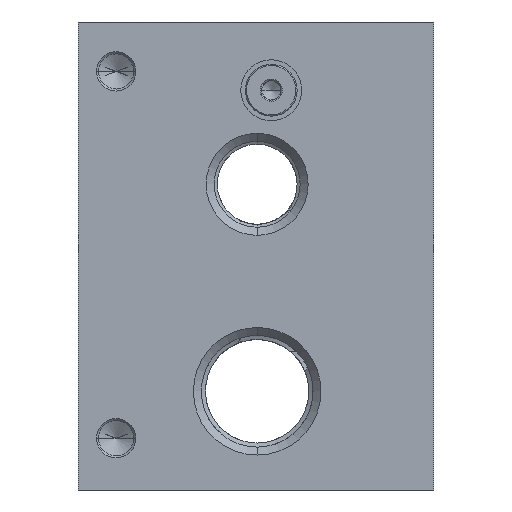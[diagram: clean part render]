
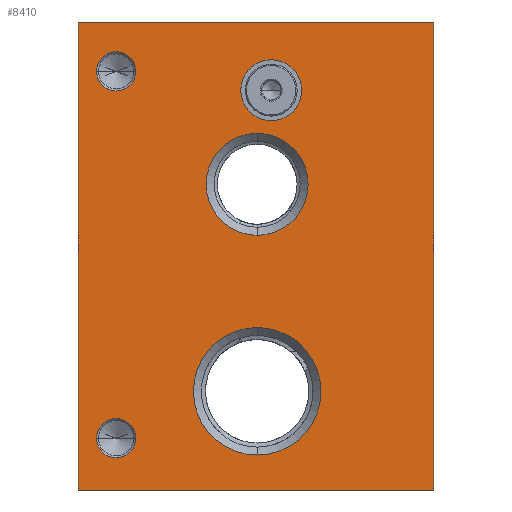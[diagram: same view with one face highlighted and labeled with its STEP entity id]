
A CAD part, front view. The second image highlights one B-rep face of the part: STEP entity #8410.
In plain terms, the highlighted planar face has unit normal (0, -1, 0).
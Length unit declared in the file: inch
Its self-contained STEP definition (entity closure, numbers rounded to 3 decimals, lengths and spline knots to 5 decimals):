
#5=DIRECTION('',(1.,0.,0.));
#6=VECTOR('',#5,4.719);
#7=CARTESIAN_POINT('',(0.,-15.75,0.));
#8=LINE('',#7,#6);
#85=DIRECTION('',(0.,0.,1.));
#86=VECTOR('',#85,6.219);
#87=CARTESIAN_POINT('',(4.719,-15.75,0.));
#88=LINE('',#87,#86);
#479=DIRECTION('',(0.,0.,1.));
#480=VECTOR('',#479,6.219);
#481=CARTESIAN_POINT('',(0.,-15.75,0.));
#482=LINE('',#481,#480);
#483=CARTESIAN_POINT('',(0.5,-15.75,0.688));
#484=DIRECTION('',(0.,1.,0.));
#485=DIRECTION('',(-1.,0.,0.));
#486=AXIS2_PLACEMENT_3D('',#483,#484,#485);
#488=CARTESIAN_POINT('',(0.5,-15.75,0.688));
#489=DIRECTION('',(0.,1.,0.));
#490=DIRECTION('',(1.,0.,0.));
#491=AXIS2_PLACEMENT_3D('',#488,#489,#490);
#493=CARTESIAN_POINT('',(0.5,-15.75,5.562));
#494=DIRECTION('',(0.,1.,0.));
#495=DIRECTION('',(-1.,0.,0.));
#496=AXIS2_PLACEMENT_3D('',#493,#494,#495);
#498=CARTESIAN_POINT('',(0.5,-15.75,5.562));
#499=DIRECTION('',(0.,1.,0.));
#500=DIRECTION('',(1.,0.,0.));
#501=AXIS2_PLACEMENT_3D('',#498,#499,#500);
#503=CARTESIAN_POINT('',(2.375,-15.75,1.312));
#504=DIRECTION('',(0.,1.,0.));
#505=DIRECTION('',(0.,0.,-1.));
#506=AXIS2_PLACEMENT_3D('',#503,#504,#505);
#508=CARTESIAN_POINT('',(2.375,-15.75,1.312));
#509=DIRECTION('',(0.,1.,0.));
#510=DIRECTION('',(0.,0.,1.));
#511=AXIS2_PLACEMENT_3D('',#508,#509,#510);
#513=CARTESIAN_POINT('',(2.375,-15.75,4.062));
#514=DIRECTION('',(0.,1.,0.));
#515=DIRECTION('',(0.,0.,-1.));
#516=AXIS2_PLACEMENT_3D('',#513,#514,#515);
#518=CARTESIAN_POINT('',(2.375,-15.75,4.062));
#519=DIRECTION('',(0.,1.,0.));
#520=DIRECTION('',(0.,0.,1.));
#521=AXIS2_PLACEMENT_3D('',#518,#519,#520);
#523=CARTESIAN_POINT('',(2.562,-15.75,5.312));
#524=DIRECTION('',(0.,1.,0.));
#525=DIRECTION('',(0.,0.,-1.));
#526=AXIS2_PLACEMENT_3D('',#523,#524,#525);
#528=CARTESIAN_POINT('',(2.562,-15.75,5.312));
#529=DIRECTION('',(0.,1.,0.));
#530=DIRECTION('',(0.,0.,1.));
#531=AXIS2_PLACEMENT_3D('',#528,#529,#530);
#545=DIRECTION('',(1.,0.,0.));
#546=VECTOR('',#545,4.719);
#547=CARTESIAN_POINT('',(0.,-15.75,6.219));
#548=LINE('',#547,#546);
#6820=CARTESIAN_POINT('',(0.,-15.75,0.));
#6822=VERTEX_POINT('',#6820);
#6823=CARTESIAN_POINT('',(4.719,-15.75,0.));
#6824=VERTEX_POINT('',#6823);
#6828=CARTESIAN_POINT('',(0.,-15.75,6.219));
#6830=VERTEX_POINT('',#6828);
#6831=CARTESIAN_POINT('',(4.719,-15.75,6.219));
#6832=VERTEX_POINT('',#6831);
#7659=CARTESIAN_POINT('',(0.239,-15.75,0.688));
#7661=VERTEX_POINT('',#7659);
#7663=CARTESIAN_POINT('',(0.761,-15.75,0.688));
#7665=VERTEX_POINT('',#7663);
#7673=CARTESIAN_POINT('',(0.239,-15.75,5.562));
#7675=VERTEX_POINT('',#7673);
#7677=CARTESIAN_POINT('',(0.761,-15.75,5.562));
#7679=VERTEX_POINT('',#7677);
#7689=CARTESIAN_POINT('',(2.375,-15.75,2.1595));
#7690=VERTEX_POINT('',#7689);
#7691=CARTESIAN_POINT('',(2.375,-15.75,0.4645));
#7692=VERTEX_POINT('',#7691);
#7736=CARTESIAN_POINT('',(2.375,-15.75,4.7395));
#7737=VERTEX_POINT('',#7736);
#7738=CARTESIAN_POINT('',(2.375,-15.75,3.3845));
#7739=VERTEX_POINT('',#7738);
#7795=CARTESIAN_POINT('',(2.562,-15.75,4.907));
#7796=CARTESIAN_POINT('',(2.562,-15.75,5.717));
#7797=VERTEX_POINT('',#7795);
#7798=VERTEX_POINT('',#7796);
#8368=CARTESIAN_POINT('',(0.,-15.75,0.));
#8369=DIRECTION('',(0.,-1.,0.));
#8370=DIRECTION('',(1.,0.,0.));
#8371=AXIS2_PLACEMENT_3D('',#8368,#8369,#8370);
#8372=PLANE('',#8371);
#8373=ORIENTED_EDGE('',*,*,#8046,.F.);
#8374=ORIENTED_EDGE('',*,*,#8071,.T.);
#8376=ORIENTED_EDGE('',*,*,#8375,.T.);
#8377=ORIENTED_EDGE('',*,*,#8126,.F.);
#8378=EDGE_LOOP('',(#8373,#8374,#8376,#8377));
#8379=FACE_OUTER_BOUND('',#8378,.F.);
#8381=ORIENTED_EDGE('',*,*,#8380,.F.);
#8383=ORIENTED_EDGE('',*,*,#8382,.F.);
#8384=EDGE_LOOP('',(#8381,#8383));
#8385=FACE_BOUND('',#8384,.F.);
#8387=ORIENTED_EDGE('',*,*,#8386,.F.);
#8389=ORIENTED_EDGE('',*,*,#8388,.F.);
#8390=EDGE_LOOP('',(#8387,#8389));
#8391=FACE_BOUND('',#8390,.F.);
#8393=ORIENTED_EDGE('',*,*,#8392,.F.);
#8395=ORIENTED_EDGE('',*,*,#8394,.F.);
#8396=EDGE_LOOP('',(#8393,#8395));
#8397=FACE_BOUND('',#8396,.F.);
#8399=ORIENTED_EDGE('',*,*,#8398,.F.);
#8401=ORIENTED_EDGE('',*,*,#8400,.F.);
#8402=EDGE_LOOP('',(#8399,#8401));
#8403=FACE_BOUND('',#8402,.F.);
#8405=ORIENTED_EDGE('',*,*,#8404,.F.);
#8407=ORIENTED_EDGE('',*,*,#8406,.F.);
#8408=EDGE_LOOP('',(#8405,#8407));
#8409=FACE_BOUND('',#8408,.F.);
#8410=ADVANCED_FACE('',(#8379,#8385,#8391,#8397,#8403,#8409),#8372,.T.);
#487=CIRCLE('',#486,0.261);
#492=CIRCLE('',#491,0.261);
#497=CIRCLE('',#496,0.261);
#502=CIRCLE('',#501,0.261);
#507=CIRCLE('',#506,0.8475);
#512=CIRCLE('',#511,0.8475);
#517=CIRCLE('',#516,0.6775);
#522=CIRCLE('',#521,0.6775);
#527=CIRCLE('',#526,0.405);
#532=CIRCLE('',#531,0.405);
#8046=EDGE_CURVE('',#6822,#6824,#8,.T.);
#8071=EDGE_CURVE('',#6822,#6830,#482,.T.);
#8126=EDGE_CURVE('',#6824,#6832,#88,.T.);
#8375=EDGE_CURVE('',#6830,#6832,#548,.T.);
#8380=EDGE_CURVE('',#7661,#7665,#487,.T.);
#8382=EDGE_CURVE('',#7665,#7661,#492,.T.);
#8386=EDGE_CURVE('',#7675,#7679,#497,.T.);
#8388=EDGE_CURVE('',#7679,#7675,#502,.T.);
#8392=EDGE_CURVE('',#7692,#7690,#507,.T.);
#8394=EDGE_CURVE('',#7690,#7692,#512,.T.);
#8398=EDGE_CURVE('',#7739,#7737,#517,.T.);
#8400=EDGE_CURVE('',#7737,#7739,#522,.T.);
#8404=EDGE_CURVE('',#7797,#7798,#527,.T.);
#8406=EDGE_CURVE('',#7798,#7797,#532,.T.);
